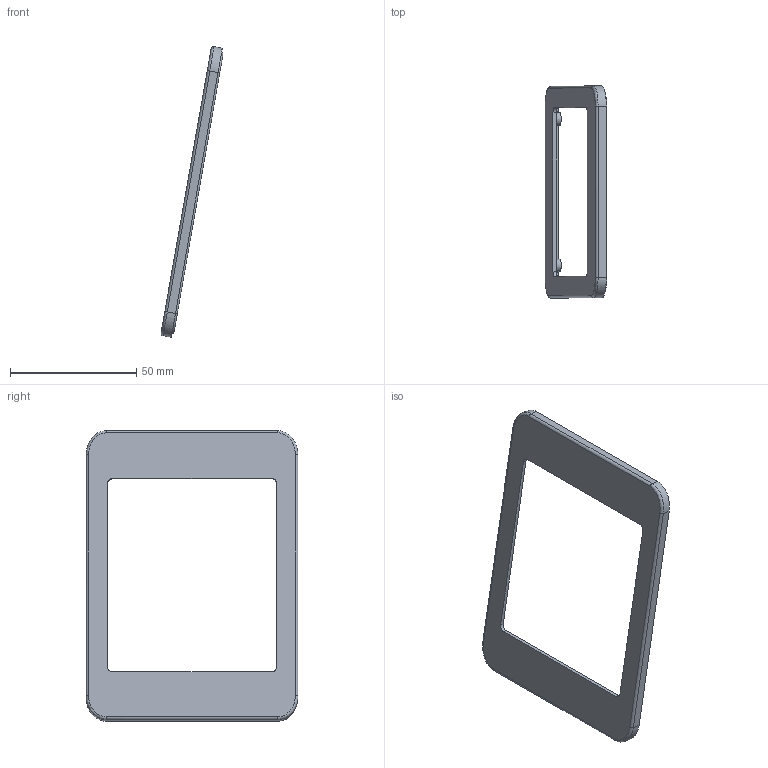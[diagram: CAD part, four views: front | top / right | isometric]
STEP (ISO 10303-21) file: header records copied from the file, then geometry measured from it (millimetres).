
FILE_DESCRIPTION(/* description */ (''),/* implementation_level */ '2;1');
FILE_NAME(/* name */ 'CLIMAT~2',/* time_stamp */ '2022-06-09T13:29:14-07:00',/* author */ (''),/* organization */ (''),/* preprocessor_version */ 'ST-DEVELOPER v16.5',/* originating_system */ '',/* authorisation */ '');
FILE_SCHEMA (('AUTOMOTIVE_DESIGN'));
Length unit declared in the file: millimetre
Products named in the file (1): Document
Bounding box: 24.57 x 84 x 115.21 mm (x, y, z)
Volume: 10397.9 mm3; surface area: 12531.5 mm2
Topology: 1 solids, 1 shells, 72 faces, 170 edges, 108 vertices
Faces by surface type: bspline 50, plane 22
Entity records: 2750 total; most frequent: CARTESIAN_POINT 1694, ORIENTED_EDGE 340, EDGE_CURVE 170, VERTEX_POINT 108, B_SPLINE_CURVE_WITH_KNOTS 92, EDGE_LOOP 82, ADVANCED_FACE 72, FACE_OUTER_BOUND 72
